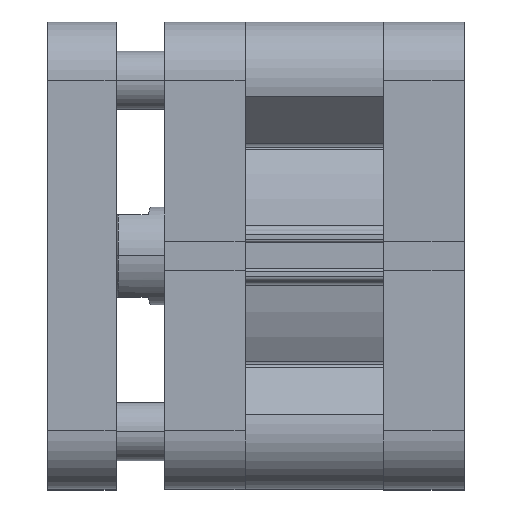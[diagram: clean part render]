
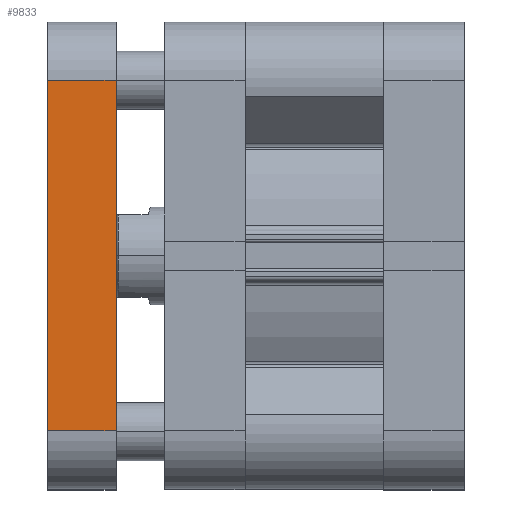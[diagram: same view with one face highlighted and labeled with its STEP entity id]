
A CAD part, top view. The second image highlights one B-rep face of the part: STEP entity #9833.
In plain terms, the highlighted face is planar.
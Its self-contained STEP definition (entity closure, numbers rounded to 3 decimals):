
#183 = ORIENTED_EDGE ( 'NONE', *, *, #5006, .T. ) ;
#184 = ORIENTED_EDGE ( 'NONE', *, *, #11424, .T. ) ;
#1417 = LINE ( 'NONE', #6087, #1419 ) ;
#1419 = VECTOR ( 'NONE', #6088, 1000. ) ;
#1534 = LINE ( 'NONE', #6144, #1539 ) ;
#1539 = VECTOR ( 'NONE', #6153, 1000. ) ;
#3113 = AXIS2_PLACEMENT_3D ( 'NONE', #8652, #8660, #8661 ) ;
#4979 = EDGE_CURVE ( 'NONE', #11559, #11562, #1417, .T. ) ;
#5006 = EDGE_CURVE ( 'NONE', #11544, #11557, #1534, .T. ) ;
#5177 = EDGE_LOOP ( 'NONE', ( #10638, #10652, #184, #183 ) ) ;
#6087 = CARTESIAN_POINT ( 'NONE',  ( 7., -36., -48. ) ) ;
#6088 = DIRECTION ( 'NONE',  ( -1., 0., 0. ) ) ;
#6144 = CARTESIAN_POINT ( 'NONE',  ( -60.882, 36., -48. ) ) ;
#6153 = DIRECTION ( 'NONE',  ( 1., 0., 0. ) ) ;
#8227 = FACE_OUTER_BOUND ( 'NONE', #5177, .T. ) ;
#8404 = LINE ( 'NONE', #9077, #8405 ) ;
#8405 = VECTOR ( 'NONE', #9078, 1000. ) ;
#8501 = LINE ( 'NONE', #9203, #8502 ) ;
#8502 = VECTOR ( 'NONE', #9204, 1000. ) ;
#8648 = PLANE ( 'NONE',  #3113 ) ;
#8652 = CARTESIAN_POINT ( 'NONE',  ( -60.882, 0., -48. ) ) ;
#8660 = DIRECTION ( 'NONE',  ( 0., 0., 1. ) ) ;
#8661 = DIRECTION ( 'NONE',  ( 1., 0., 0. ) ) ;
#9077 = CARTESIAN_POINT ( 'NONE',  ( 7., 0., -48. ) ) ;
#9078 = DIRECTION ( 'NONE',  ( 0., 1., 0. ) ) ;
#9203 = CARTESIAN_POINT ( 'NONE',  ( 21., 0., -48. ) ) ;
#9204 = DIRECTION ( 'NONE',  ( 0., -1., 0. ) ) ;
#9347 = CARTESIAN_POINT ( 'NONE',  ( 7., 36., -48. ) ) ;
#9361 = CARTESIAN_POINT ( 'NONE',  ( 21., 36., -48. ) ) ;
#9363 = CARTESIAN_POINT ( 'NONE',  ( 21., -36., -48. ) ) ;
#9366 = CARTESIAN_POINT ( 'NONE',  ( 7., -36., -48. ) ) ;
#9833 = ADVANCED_FACE ( 'NONE', ( #8227 ), #8648, .F. ) ;
#10638 = ORIENTED_EDGE ( 'NONE', *, *, #11478, .T. ) ;
#10652 = ORIENTED_EDGE ( 'NONE', *, *, #4979, .T. ) ;
#11424 = EDGE_CURVE ( 'NONE', #11562, #11544, #8404, .T. ) ;
#11478 = EDGE_CURVE ( 'NONE', #11557, #11559, #8501, .T. ) ;
#11544 = VERTEX_POINT ( 'NONE', #9347 ) ;
#11557 = VERTEX_POINT ( 'NONE', #9361 ) ;
#11559 = VERTEX_POINT ( 'NONE', #9363 ) ;
#11562 = VERTEX_POINT ( 'NONE', #9366 ) ;
